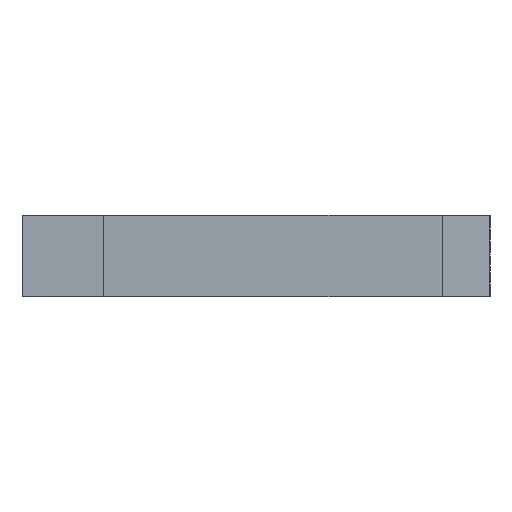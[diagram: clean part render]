
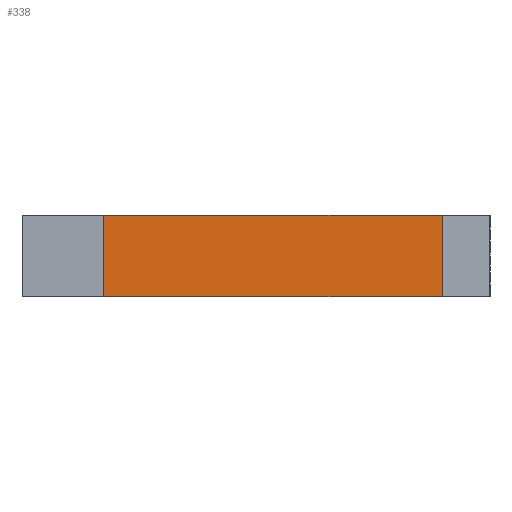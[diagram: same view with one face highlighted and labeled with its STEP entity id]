
A CAD part, front view. The second image highlights one B-rep face of the part: STEP entity #338.
In plain terms, the highlighted planar face has unit normal (0, -1, 0).
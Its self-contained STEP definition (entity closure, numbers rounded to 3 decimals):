
#23=PLANE('',#386);
#41=FACE_OUTER_BOUND('',#59,.T.);
#59=EDGE_LOOP('',(#274,#275,#276,#277));
#83=LINE('',#550,#119);
#84=LINE('',#553,#120);
#85=LINE('',#555,#121);
#86=LINE('',#556,#122);
#119=VECTOR('',#444,10.);
#120=VECTOR('',#447,10.);
#121=VECTOR('',#448,10.);
#122=VECTOR('',#449,10.);
#170=VERTEX_POINT('',#546);
#171=VERTEX_POINT('',#548);
#172=VERTEX_POINT('',#552);
#173=VERTEX_POINT('',#554);
#211=EDGE_CURVE('',#170,#171,#83,.T.);
#212=EDGE_CURVE('',#172,#170,#84,.T.);
#213=EDGE_CURVE('',#173,#171,#85,.T.);
#214=EDGE_CURVE('',#172,#173,#86,.T.);
#274=ORIENTED_EDGE('',*,*,#212,.T.);
#275=ORIENTED_EDGE('',*,*,#211,.T.);
#276=ORIENTED_EDGE('',*,*,#213,.F.);
#277=ORIENTED_EDGE('',*,*,#214,.F.);
#338=ADVANCED_FACE('',(#41),#23,.T.);
#386=AXIS2_PLACEMENT_3D('',#551,#445,#446);
#444=DIRECTION('',(0.,0.,1.));
#445=DIRECTION('center_axis',(0.,-1.,0.));
#446=DIRECTION('ref_axis',(1.,0.,0.));
#447=DIRECTION('',(1.,0.,0.));
#448=DIRECTION('',(1.,0.,0.));
#449=DIRECTION('',(0.,0.,1.));
#546=CARTESIAN_POINT('',(-0.163,-1.,0.));
#548=CARTESIAN_POINT('',(-0.163,-1.,1.9));
#550=CARTESIAN_POINT('',(-0.163,-1.,0.));
#551=CARTESIAN_POINT('Origin',(-8.05,-1.,0.));
#552=CARTESIAN_POINT('',(-8.05,-1.,0.));
#553=CARTESIAN_POINT('',(-8.05,-1.,0.));
#554=CARTESIAN_POINT('',(-8.05,-1.,1.9));
#555=CARTESIAN_POINT('',(-8.05,-1.,1.9));
#556=CARTESIAN_POINT('',(-8.05,-1.,0.));
